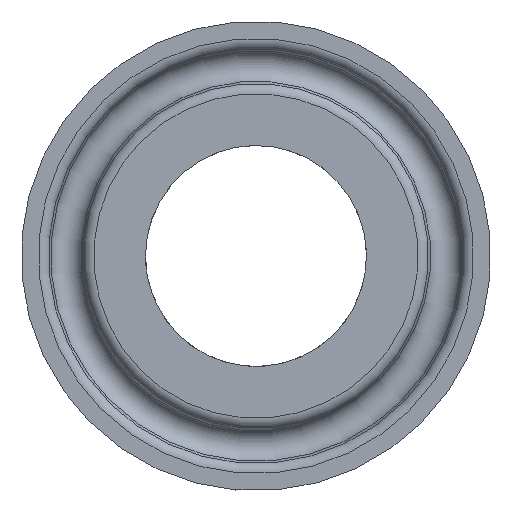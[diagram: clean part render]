
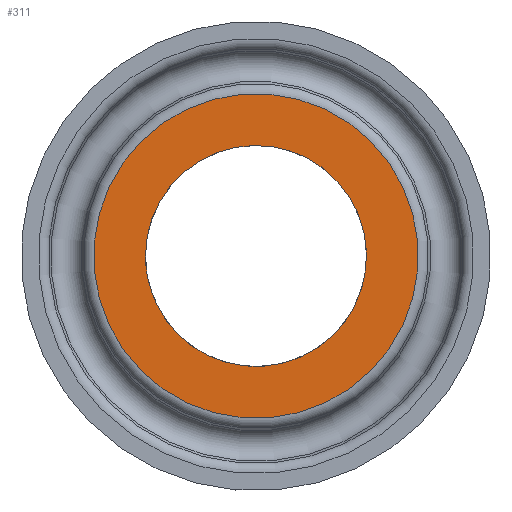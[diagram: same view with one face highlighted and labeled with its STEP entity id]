
A CAD part, left-side view. The second image highlights one B-rep face of the part: STEP entity #311.
In plain terms, the highlighted planar face has unit normal (-1, 0, 0).
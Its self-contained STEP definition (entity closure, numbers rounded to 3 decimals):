
#15=PLANE('',#351);
#45=FACE_BOUND('',#108,.T.);
#71=FACE_OUTER_BOUND('',#107,.T.);
#107=EDGE_LOOP('',(#237));
#108=EDGE_LOOP('',(#238));
#149=CIRCLE('',#348,11.747);
#151=CIRCLE('',#352,8.);
#175=VERTEX_POINT('',#517);
#177=VERTEX_POINT('',#523);
#201=EDGE_CURVE('',#175,#175,#149,.T.);
#203=EDGE_CURVE('',#177,#177,#151,.T.);
#237=ORIENTED_EDGE('',*,*,#201,.F.);
#238=ORIENTED_EDGE('',*,*,#203,.F.);
#311=ADVANCED_FACE('',(#71,#45),#15,.T.);
#348=AXIS2_PLACEMENT_3D('',#518,#421,#422);
#351=AXIS2_PLACEMENT_3D('',#522,#427,#428);
#352=AXIS2_PLACEMENT_3D('',#524,#429,#430);
#421=DIRECTION('center_axis',(1.,0.,0.));
#422=DIRECTION('ref_axis',(0.,-0.966,0.26));
#427=DIRECTION('center_axis',(-1.,0.,0.));
#428=DIRECTION('ref_axis',(0.,0.26,0.966));
#429=DIRECTION('center_axis',(-1.,0.,0.));
#430=DIRECTION('ref_axis',(0.,0.26,0.966));
#517=CARTESIAN_POINT('',(-63.,11.343,-3.055));
#518=CARTESIAN_POINT('Origin',(-63.,0.,0.));
#522=CARTESIAN_POINT('Origin',(-63.,7.725,-2.081));
#523=CARTESIAN_POINT('',(-63.,7.725,-2.081));
#524=CARTESIAN_POINT('Origin',(-63.,0.,0.));
